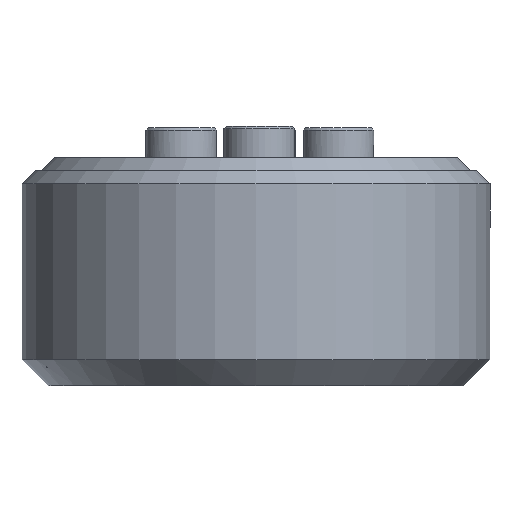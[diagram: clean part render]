
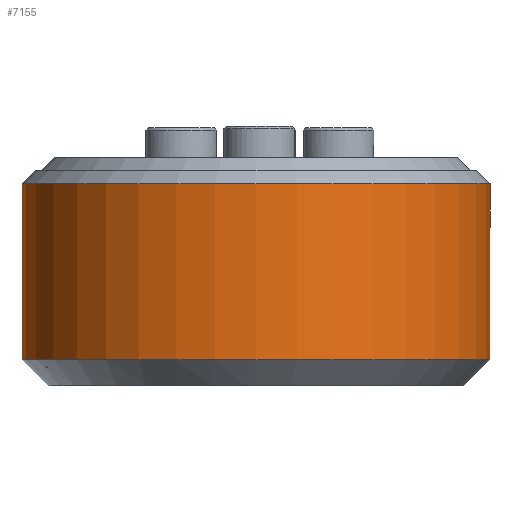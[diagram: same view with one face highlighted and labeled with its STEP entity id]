
A CAD part, left-side view. The second image highlights one B-rep face of the part: STEP entity #7155.
In plain terms, the highlighted cylindrical face has radius 17.85 mm (diameter 35.7 mm), a partial arc.
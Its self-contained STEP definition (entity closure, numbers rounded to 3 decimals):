
#539=FACE_OUTER_BOUND('',#968,.T.);
#968=EDGE_LOOP('',(#5946,#5947,#5948,#5949));
#1356=CIRCLE('',#7813,17.85);
#1357=CIRCLE('',#7814,17.85);
#1987=LINE('',#34518,#2527);
#1988=LINE('',#34521,#2528);
#2527=VECTOR('',#9423,1.);
#2528=VECTOR('',#9426,1.);
#3235=VERTEX_POINT('',#34497);
#3240=VERTEX_POINT('',#34512);
#3241=VERTEX_POINT('',#34516);
#3242=VERTEX_POINT('',#34519);
#4192=EDGE_CURVE('',#3241,#3235,#1356,.T.);
#4193=EDGE_CURVE('',#3240,#3235,#1987,.T.);
#4194=EDGE_CURVE('',#3240,#3242,#1357,.T.);
#4195=EDGE_CURVE('',#3241,#3242,#1988,.T.);
#5946=ORIENTED_EDGE('',*,*,#4192,.T.);
#5947=ORIENTED_EDGE('',*,*,#4193,.F.);
#5948=ORIENTED_EDGE('',*,*,#4194,.T.);
#5949=ORIENTED_EDGE('',*,*,#4195,.F.);
#6831=CYLINDRICAL_SURFACE('',#7812,17.85);
#7155=ADVANCED_FACE('',(#539),#6831,.T.);
#7812=AXIS2_PLACEMENT_3D('',#34515,#9419,#9420);
#7813=AXIS2_PLACEMENT_3D('',#34517,#9421,#9422);
#7814=AXIS2_PLACEMENT_3D('',#34520,#9424,#9425);
#9419=DIRECTION('center_axis',(0.,0.,1.));
#9420=DIRECTION('ref_axis',(-1.,0.,0.));
#9421=DIRECTION('center_axis',(0.,0.,-1.));
#9422=DIRECTION('ref_axis',(0.,1.,0.));
#9423=DIRECTION('',(0.,0.,1.));
#9424=DIRECTION('center_axis',(0.,0.,1.));
#9425=DIRECTION('ref_axis',(0.,-1.,0.));
#9426=DIRECTION('',(0.,0.,-1.));
#34497=CARTESIAN_POINT('',(10.85,35.7,14.6));
#34512=CARTESIAN_POINT('',(10.85,35.7,1.2));
#34515=CARTESIAN_POINT('Origin',(10.85,17.85,0.53));
#34516=CARTESIAN_POINT('',(10.85,0.,14.6));
#34517=CARTESIAN_POINT('Origin',(10.85,17.85,14.6));
#34518=CARTESIAN_POINT('',(10.85,35.7,1.2));
#34519=CARTESIAN_POINT('',(10.85,0.,1.2));
#34520=CARTESIAN_POINT('Origin',(10.85,17.85,1.2));
#34521=CARTESIAN_POINT('',(10.85,0.,14.6));
